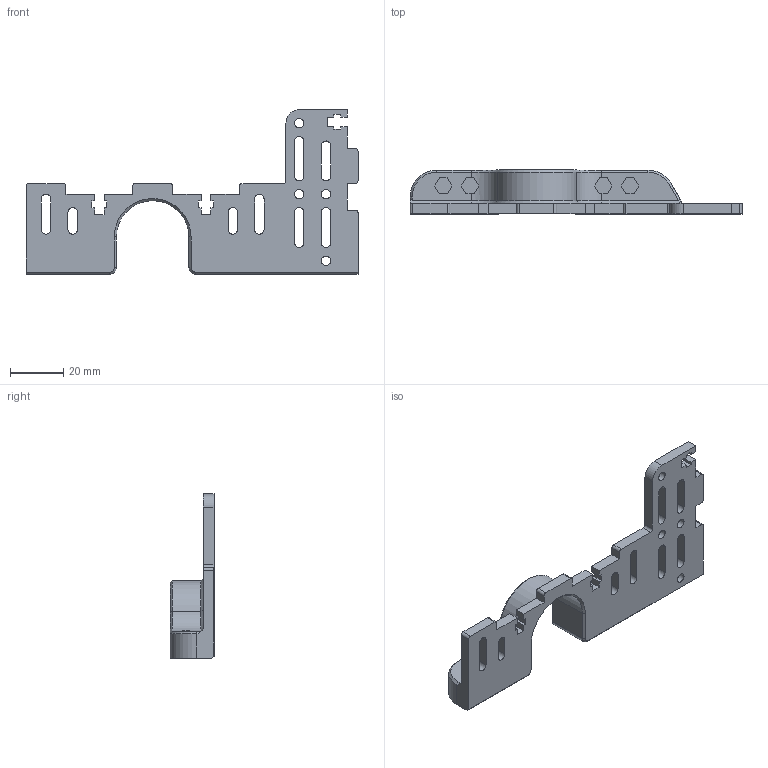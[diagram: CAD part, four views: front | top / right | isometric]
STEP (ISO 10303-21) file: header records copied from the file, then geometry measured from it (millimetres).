
FILE_DESCRIPTION(('STEP AP242'), '1');
FILE_NAME('栺樇罻', '', ('UNSPECIFIED'), ('UNSPECIFIED'), 'C3D Converter', 'C3D Toolkit', '');
FILE_SCHEMA(('AP242_MANAGED_MODEL_BASED_3D_ENGINEERING_MIM_LF { 1 0 10303 442 1 1 4 }'));
Length unit declared in the file: millimetre
Products named in the file (3): -03; -02
Assembly tree (5 placements, depth 3):
  (unnamed)
    -03  x4
      -02
Bounding box: 124.5 x 16.5 x 61.7 mm (x, y, z)
Volume: 23606 mm3; surface area: 14207.3 mm2
Topology: 5 solids, 5 shells, 212 faces, 587 edges, 395 vertices
Faces by surface type: plane 159, cylinder 42, cone 11
Full cylindrical faces by diameter (mm): 3.5 x4
Entity records: 6347 total; most frequent: CARTESIAN_POINT 1098, ORIENTED_EDGE 1054, DIRECTION 1011, EDGE_CURVE 527, LINE 421, VECTOR 421, VERTEX_POINT 348, AXIS2_PLACEMENT_3D 295
